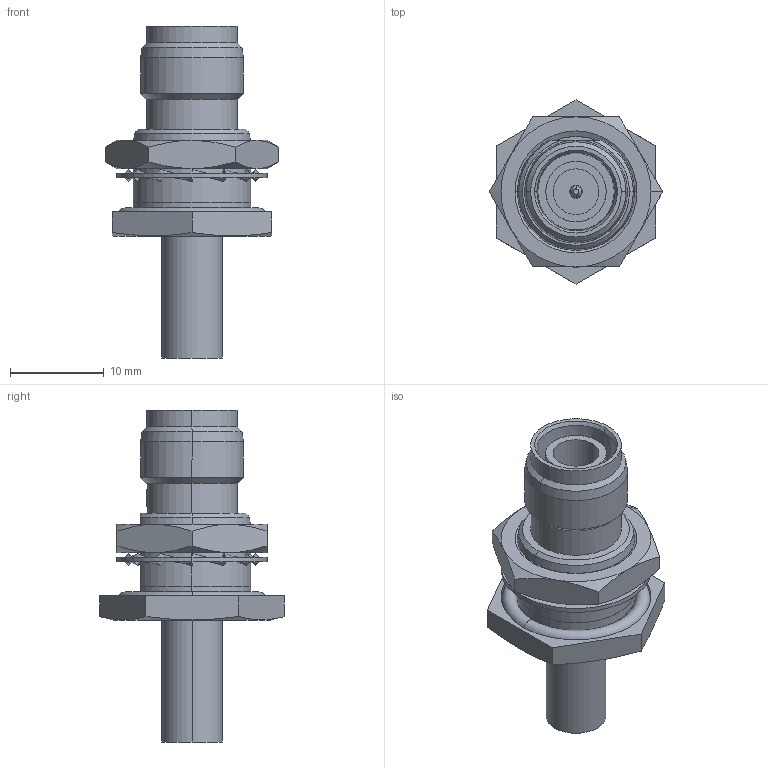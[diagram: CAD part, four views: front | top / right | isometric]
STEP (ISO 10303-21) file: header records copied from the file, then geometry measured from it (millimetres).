
FILE_DESCRIPTION (( 'STEP AP214' ), '1' );
FILE_NAME ('J01011R0012.STEP', '2020-03-11T08:46:34', ( '' ), ( '' ), 'SwSTEP 2.0', 'SolidWorks 2018', '' );
FILE_SCHEMA (( 'AUTOMOTIVE_DESIGN' ));
Length unit declared in the file: millimetre
Products named in the file (1): J01011R0012
Bounding box: 18.48 x 19.63 x 35.4 mm (x, y, z)
Volume: 2903.7 mm3; surface area: 2965.2 mm2
Topology: 3 solids, 3 shells, 203 faces, 493 edges, 310 vertices
Faces by surface type: plane 80, cone 44, cylinder 39, bspline 36, torus 4
Entity records: 8797 total; most frequent: CARTESIAN_POINT 2003, ORIENTED_EDGE 986, DIRECTION 856, EDGE_CURVE 493, VERTEX_POINT 310, AXIS2_PLACEMENT_3D 305, LINE 246, VECTOR 246
